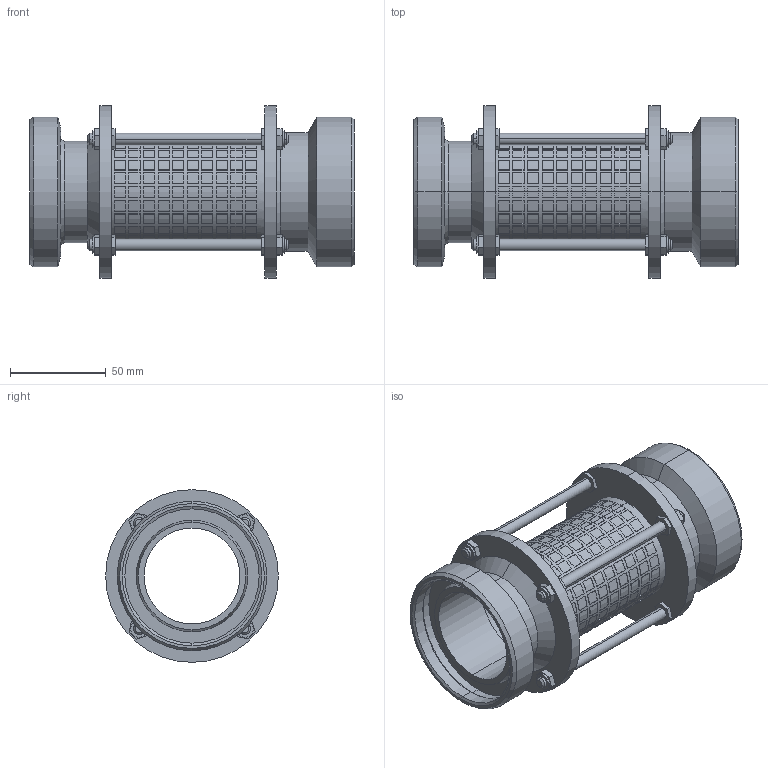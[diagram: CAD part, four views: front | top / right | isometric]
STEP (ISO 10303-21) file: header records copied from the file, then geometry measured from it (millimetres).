
FILE_DESCRIPTION (( 'STEP AP203' ), '1' );
FILE_NAME ('3D_M-7008_DN50_174601075.STEP', '2024-10-04T12:12:24', ( '' ), ( '' ), 'SwSTEP 2.0', 'SolidWorks 2024', '' );
FILE_SCHEMA (( 'CONFIG_CONTROL_DESIGN' ));
Products named in the file (1): 3D_M-7008_DN50_174601075
Bounding box: 169 x 90 x 90 mm (x, y, z)
Volume: 186663.5 mm3; surface area: 114157.6 mm2
Topology: 9 solids, 9 shells, 1254 faces, 3660 edges, 2426 vertices
Faces by surface type: plane 1116, cylinder 98, cone 40
Entity records: 42895 total; most frequent: DIRECTION 7444, CARTESIAN_POINT 7341, ORIENTED_EDGE 7320, EDGE_CURVE 3660, AXIS2_PLACEMENT_3D 2529, VERTEX_POINT 2426, VECTOR 2386, LINE 2386
